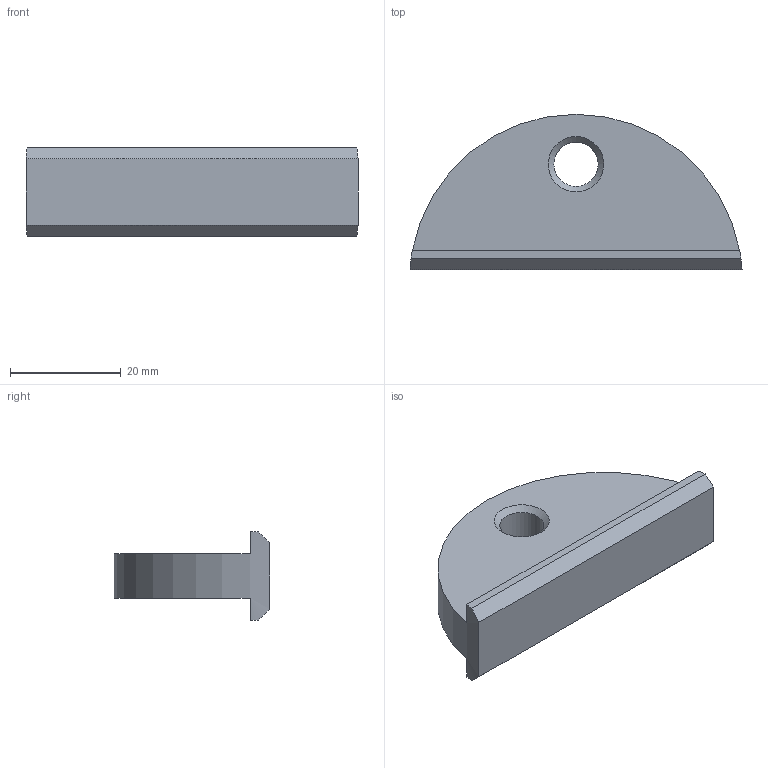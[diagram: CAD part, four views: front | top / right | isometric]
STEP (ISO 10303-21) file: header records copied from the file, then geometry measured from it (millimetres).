
FILE_DESCRIPTION((''),'2;1');
FILE_NAME('SZ1110S_A.stp','2013-08-28T14:06:54',('janine behrens'),(''),'Autodesk Inventor 2012','Autodesk Inventor 2012','');
FILE_SCHEMA(('AUTOMOTIVE_DESIGN { 1 0 10303 214 1 1 1 1 }'));
Length unit declared in the file: millimetre
Products named in the file (1): SZ1110S_A
Bounding box: 59.87 x 28 x 16 mm (x, y, z)
Volume: 11347.8 mm3; surface area: 4720.9 mm2
Topology: 1 solids, 1 shells, 13 faces, 32 edges, 21 vertices
Faces by surface type: plane 9, cylinder 2, cone 2
Full cylindrical faces by diameter (mm): 8 x1
Entity records: 398 total; most frequent: DIRECTION 70, CARTESIAN_POINT 62, ORIENTED_EDGE 56, AXIS2_PLACEMENT_3D 28, EDGE_CURVE 28, VERTEX_POINT 20, EDGE_LOOP 18, VECTOR 14
